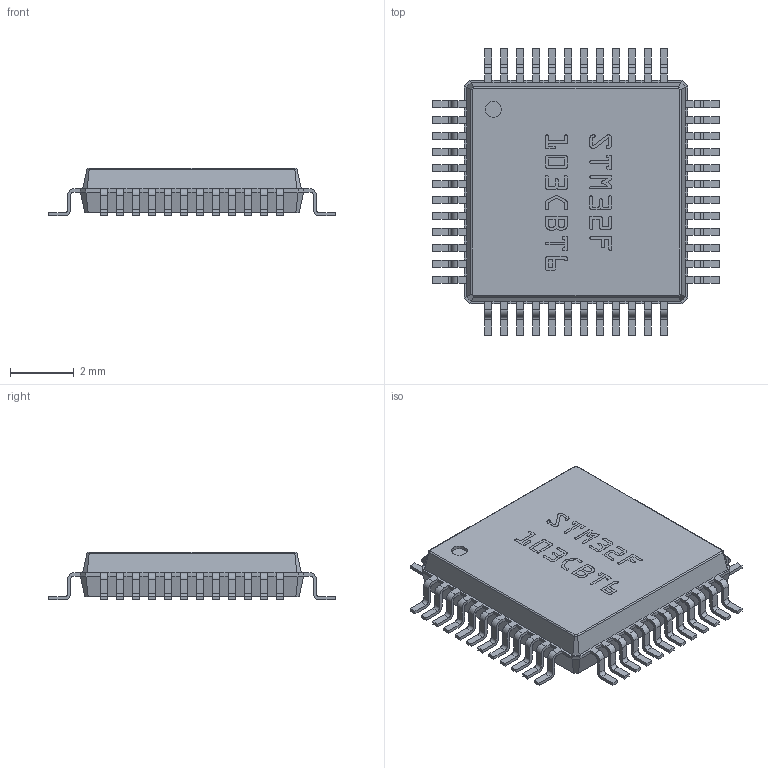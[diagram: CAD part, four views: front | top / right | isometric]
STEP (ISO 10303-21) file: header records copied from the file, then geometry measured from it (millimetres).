
FILE_DESCRIPTION (( 'STEP AP214' ), '1' );
FILE_NAME ('STM32F103CBT.STEP', '2021-02-20T17:02:43', ( '' ), ( '' ), 'SwSTEP 2.0', 'SolidWorks 2018', '' );
FILE_SCHEMA (( 'AUTOMOTIVE_DESIGN' ));
Length unit declared in the file: millimetre
Products named in the file (1): STM32F103CBT
Bounding box: 9 x 9 x 1.5 mm (x, y, z)
Volume: 66.4 mm3; surface area: 178.6 mm2
Topology: 1 solids, 1 shells, 1010 faces, 2746 edges, 1756 vertices
Faces by surface type: plane 629, cylinder 194, bspline 187
Entity records: 38373 total; most frequent: CARTESIAN_POINT 12120, ORIENTED_EDGE 5492, DIRECTION 4512, EDGE_CURVE 2746, LINE 2088, VECTOR 2088, VERTEX_POINT 1756, AXIS2_PLACEMENT_3D 1212
